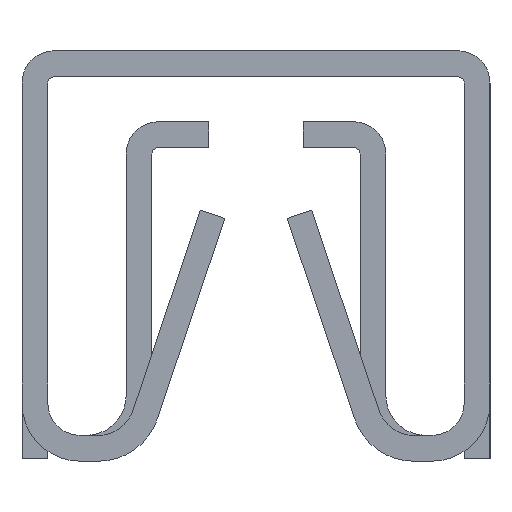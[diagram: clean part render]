
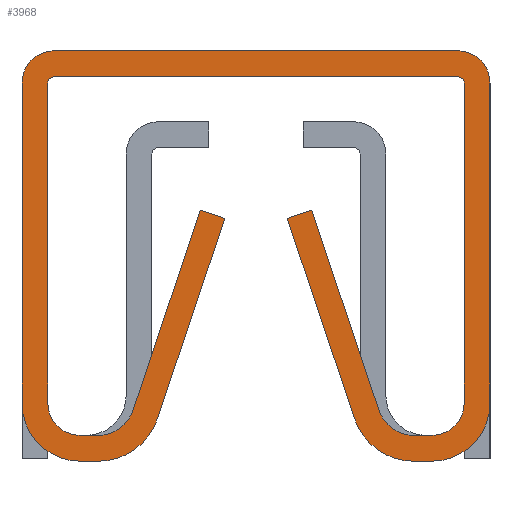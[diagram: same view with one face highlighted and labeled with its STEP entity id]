
A CAD part, front view. The second image highlights one B-rep face of the part: STEP entity #3968.
In plain terms, the highlighted planar face has unit normal (0, -1, 0).
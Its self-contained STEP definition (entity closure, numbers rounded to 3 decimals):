
#99=CIRCLE('',#4260,1.);
#100=CIRCLE('',#4262,1.13);
#101=CIRCLE('',#4263,1.93);
#102=CIRCLE('',#4264,1.8);
#103=CIRCLE('',#4265,1.);
#104=CIRCLE('',#4266,1.8);
#105=CIRCLE('',#4267,1.93);
#106=CIRCLE('',#4268,1.13);
#107=CIRCLE('',#4269,1.);
#108=CIRCLE('',#4270,0.2);
#109=CIRCLE('',#4271,0.2);
#110=CIRCLE('',#4272,1.);
#779=ORIENTED_EDGE('',*,*,#1763,.F.);
#780=ORIENTED_EDGE('',*,*,#1764,.T.);
#781=ORIENTED_EDGE('',*,*,#1765,.T.);
#782=ORIENTED_EDGE('',*,*,#1766,.T.);
#783=ORIENTED_EDGE('',*,*,#1767,.T.);
#784=ORIENTED_EDGE('',*,*,#1768,.T.);
#785=ORIENTED_EDGE('',*,*,#1769,.F.);
#786=ORIENTED_EDGE('',*,*,#1770,.F.);
#787=ORIENTED_EDGE('',*,*,#1771,.F.);
#788=ORIENTED_EDGE('',*,*,#1772,.F.);
#789=ORIENTED_EDGE('',*,*,#1773,.F.);
#790=ORIENTED_EDGE('',*,*,#1762,.F.);
#791=ORIENTED_EDGE('',*,*,#1774,.F.);
#792=ORIENTED_EDGE('',*,*,#1775,.F.);
#793=ORIENTED_EDGE('',*,*,#1776,.F.);
#794=ORIENTED_EDGE('',*,*,#1777,.F.);
#795=ORIENTED_EDGE('',*,*,#1778,.F.);
#796=ORIENTED_EDGE('',*,*,#1779,.F.);
#797=ORIENTED_EDGE('',*,*,#1780,.F.);
#798=ORIENTED_EDGE('',*,*,#1781,.F.);
#799=ORIENTED_EDGE('',*,*,#1782,.F.);
#800=ORIENTED_EDGE('',*,*,#1783,.F.);
#801=ORIENTED_EDGE('',*,*,#1784,.F.);
#802=ORIENTED_EDGE('',*,*,#1785,.F.);
#803=ORIENTED_EDGE('',*,*,#1786,.F.);
#804=ORIENTED_EDGE('',*,*,#1787,.F.);
#805=ORIENTED_EDGE('',*,*,#1788,.F.);
#806=ORIENTED_EDGE('',*,*,#1789,.F.);
#1762=EDGE_CURVE('',#2268,#2267,#99,.T.);
#1763=EDGE_CURVE('',#2269,#2270,#2666,.T.);
#1764=EDGE_CURVE('',#2269,#2271,#100,.T.);
#1765=EDGE_CURVE('',#2271,#2272,#2667,.T.);
#1766=EDGE_CURVE('',#2272,#2273,#2668,.T.);
#1767=EDGE_CURVE('',#2273,#2274,#2669,.T.);
#1768=EDGE_CURVE('',#2274,#2275,#101,.T.);
#1769=EDGE_CURVE('',#2276,#2275,#2670,.T.);
#1770=EDGE_CURVE('',#2277,#2276,#102,.T.);
#1771=EDGE_CURVE('',#2278,#2277,#2671,.T.);
#1772=EDGE_CURVE('',#2279,#2278,#103,.T.);
#1773=EDGE_CURVE('',#2267,#2279,#2672,.T.);
#1774=EDGE_CURVE('',#2280,#2268,#2673,.T.);
#1775=EDGE_CURVE('',#2281,#2280,#104,.T.);
#1776=EDGE_CURVE('',#2282,#2281,#2674,.T.);
#1777=EDGE_CURVE('',#2283,#2282,#105,.T.);
#1778=EDGE_CURVE('',#2284,#2283,#2675,.T.);
#1779=EDGE_CURVE('',#2285,#2284,#2676,.T.);
#1780=EDGE_CURVE('',#2286,#2285,#2677,.T.);
#1781=EDGE_CURVE('',#2287,#2286,#106,.T.);
#1782=EDGE_CURVE('',#2288,#2287,#2678,.T.);
#1783=EDGE_CURVE('',#2289,#2288,#107,.T.);
#1784=EDGE_CURVE('',#2290,#2289,#2679,.T.);
#1785=EDGE_CURVE('',#2291,#2290,#108,.T.);
#1786=EDGE_CURVE('',#2292,#2291,#2680,.T.);
#1787=EDGE_CURVE('',#2293,#2292,#109,.T.);
#1788=EDGE_CURVE('',#2294,#2293,#2681,.T.);
#1789=EDGE_CURVE('',#2270,#2294,#110,.T.);
#2267=VERTEX_POINT('',#6328);
#2268=VERTEX_POINT('',#6330);
#2269=VERTEX_POINT('',#6334);
#2270=VERTEX_POINT('',#6335);
#2271=VERTEX_POINT('',#6337);
#2272=VERTEX_POINT('',#6339);
#2273=VERTEX_POINT('',#6341);
#2274=VERTEX_POINT('',#6343);
#2275=VERTEX_POINT('',#6345);
#2276=VERTEX_POINT('',#6347);
#2277=VERTEX_POINT('',#6349);
#2278=VERTEX_POINT('',#6351);
#2279=VERTEX_POINT('',#6353);
#2280=VERTEX_POINT('',#6356);
#2281=VERTEX_POINT('',#6358);
#2282=VERTEX_POINT('',#6360);
#2283=VERTEX_POINT('',#6362);
#2284=VERTEX_POINT('',#6364);
#2285=VERTEX_POINT('',#6366);
#2286=VERTEX_POINT('',#6368);
#2287=VERTEX_POINT('',#6370);
#2288=VERTEX_POINT('',#6372);
#2289=VERTEX_POINT('',#6374);
#2290=VERTEX_POINT('',#6376);
#2291=VERTEX_POINT('',#6378);
#2292=VERTEX_POINT('',#6380);
#2293=VERTEX_POINT('',#6382);
#2294=VERTEX_POINT('',#6384);
#2666=LINE('',#6333,#3149);
#2667=LINE('',#6338,#3150);
#2668=LINE('',#6340,#3151);
#2669=LINE('',#6342,#3152);
#2670=LINE('',#6346,#3153);
#2671=LINE('',#6350,#3154);
#2672=LINE('',#6354,#3155);
#2673=LINE('',#6355,#3156);
#2674=LINE('',#6359,#3157);
#2675=LINE('',#6363,#3158);
#2676=LINE('',#6365,#3159);
#2677=LINE('',#6367,#3160);
#2678=LINE('',#6371,#3161);
#2679=LINE('',#6375,#3162);
#2680=LINE('',#6379,#3163);
#2681=LINE('',#6383,#3164);
#3149=VECTOR('',#5060,1000.);
#3150=VECTOR('',#5063,1000.);
#3151=VECTOR('',#5064,1000.);
#3152=VECTOR('',#5065,1000.);
#3153=VECTOR('',#5068,1000.);
#3154=VECTOR('',#5071,1000.);
#3155=VECTOR('',#5074,1000.);
#3156=VECTOR('',#5075,1000.);
#3157=VECTOR('',#5078,1000.);
#3158=VECTOR('',#5081,1000.);
#3159=VECTOR('',#5082,1000.);
#3160=VECTOR('',#5083,1000.);
#3161=VECTOR('',#5086,1000.);
#3162=VECTOR('',#5089,1000.);
#3163=VECTOR('',#5092,1000.);
#3164=VECTOR('',#5095,1000.);
#3407=EDGE_LOOP('',(#779,#780,#781,#782,#783,#784,#785,#786,#787,#788,#789,
#790,#791,#792,#793,#794,#795,#796,#797,#798,#799,#800,#801,#802,#803,#804,
#805,#806));
#3615=FACE_BOUND('',#3407,.T.);
#3810=PLANE('',#4261);
#3968=ADVANCED_FACE('',(#3615),#3810,.T.);
#4260=AXIS2_PLACEMENT_3D('',#6331,#5056,#5057);
#4261=AXIS2_PLACEMENT_3D('',#6332,#5058,#5059);
#4262=AXIS2_PLACEMENT_3D('',#6336,#5061,#5062);
#4263=AXIS2_PLACEMENT_3D('',#6344,#5066,#5067);
#4264=AXIS2_PLACEMENT_3D('',#6348,#5069,#5070);
#4265=AXIS2_PLACEMENT_3D('',#6352,#5072,#5073);
#4266=AXIS2_PLACEMENT_3D('',#6357,#5076,#5077);
#4267=AXIS2_PLACEMENT_3D('',#6361,#5079,#5080);
#4268=AXIS2_PLACEMENT_3D('',#6369,#5084,#5085);
#4269=AXIS2_PLACEMENT_3D('',#6373,#5087,#5088);
#4270=AXIS2_PLACEMENT_3D('',#6377,#5090,#5091);
#4271=AXIS2_PLACEMENT_3D('',#6381,#5093,#5094);
#4272=AXIS2_PLACEMENT_3D('',#6385,#5096,#5097);
#5056=DIRECTION('',(0.,1.,0.));
#5057=DIRECTION('',(-1.,0.,0.));
#5058=DIRECTION('',(0.,-1.,0.));
#5059=DIRECTION('',(0.,0.,-1.));
#5060=DIRECTION('',(-1.,0.,0.));
#5061=DIRECTION('',(0.,1.,0.));
#5062=DIRECTION('',(1.,0.,0.));
#5063=DIRECTION('',(0.319,0.,-0.948));
#5064=DIRECTION('',(0.948,0.,0.319));
#5065=DIRECTION('',(-0.319,0.,0.948));
#5066=DIRECTION('',(0.,-1.,0.));
#5067=DIRECTION('',(1.,0.,0.));
#5068=DIRECTION('',(1.,0.,0.));
#5069=DIRECTION('',(0.,1.,0.));
#5070=DIRECTION('',(1.,0.,0.));
#5071=DIRECTION('',(0.,0.,1.));
#5072=DIRECTION('',(0.,1.,0.));
#5073=DIRECTION('',(1.,0.,0.));
#5074=DIRECTION('',(-1.,0.,0.));
#5075=DIRECTION('',(0.,0.,-1.));
#5076=DIRECTION('',(0.,1.,0.));
#5077=DIRECTION('',(-1.,0.,0.));
#5078=DIRECTION('',(1.,0.,0.));
#5079=DIRECTION('',(0.,1.,0.));
#5080=DIRECTION('',(1.,0.,0.));
#5081=DIRECTION('',(0.319,0.,0.948));
#5082=DIRECTION('',(-0.948,0.,0.319));
#5083=DIRECTION('',(-0.319,0.,-0.948));
#5084=DIRECTION('',(0.,-1.,0.));
#5085=DIRECTION('',(1.,0.,0.));
#5086=DIRECTION('',(-1.,0.,0.));
#5087=DIRECTION('',(0.,-1.,0.));
#5088=DIRECTION('',(1.,0.,0.));
#5089=DIRECTION('',(0.,0.,1.));
#5090=DIRECTION('',(0.,-1.,0.));
#5091=DIRECTION('',(-1.,0.,0.));
#5092=DIRECTION('',(1.,0.,0.));
#5093=DIRECTION('',(0.,-1.,0.));
#5094=DIRECTION('',(1.,0.,0.));
#5095=DIRECTION('',(0.,0.,-1.));
#5096=DIRECTION('',(0.,-1.,0.));
#5097=DIRECTION('',(1.,0.,0.));
#6328=CARTESIAN_POINT('',(6.24,-9.525,0.));
#6330=CARTESIAN_POINT('',(7.24,-9.525,1.));
#6331=CARTESIAN_POINT('',(6.24,-9.525,1.));
#6332=CARTESIAN_POINT('',(-5.44,-9.525,10.9));
#6333=CARTESIAN_POINT('',(-5.286,-9.525,11.9));
#6334=CARTESIAN_POINT('',(-4.878,-9.525,11.9));
#6335=CARTESIAN_POINT('',(-5.44,-9.525,11.9));
#6336=CARTESIAN_POINT('',(-4.878,-9.525,10.77));
#6337=CARTESIAN_POINT('',(-3.807,-9.525,11.13));
#6338=CARTESIAN_POINT('',(-3.807,-9.525,11.13));
#6339=CARTESIAN_POINT('',(-1.723,-9.525,4.931));
#6340=CARTESIAN_POINT('',(-0.965,-9.525,5.186));
#6341=CARTESIAN_POINT('',(-0.965,-9.525,5.186));
#6342=CARTESIAN_POINT('',(-3.049,-9.525,11.385));
#6343=CARTESIAN_POINT('',(-3.049,-9.525,11.385));
#6344=CARTESIAN_POINT('',(-4.878,-9.525,10.77));
#6345=CARTESIAN_POINT('',(-4.878,-9.525,12.7));
#6346=CARTESIAN_POINT('',(-5.44,-9.525,12.7));
#6347=CARTESIAN_POINT('',(-5.44,-9.525,12.7));
#6348=CARTESIAN_POINT('',(-5.44,-9.525,10.9));
#6349=CARTESIAN_POINT('',(-7.24,-9.525,10.9));
#6350=CARTESIAN_POINT('',(-7.24,-9.525,1.));
#6351=CARTESIAN_POINT('',(-7.24,-9.525,1.));
#6352=CARTESIAN_POINT('',(-6.24,-9.525,1.));
#6353=CARTESIAN_POINT('',(-6.24,-9.525,0.));
#6354=CARTESIAN_POINT('',(-5.44,-9.525,0.));
#6355=CARTESIAN_POINT('',(7.24,-9.525,1.));
#6356=CARTESIAN_POINT('',(7.24,-9.525,10.9));
#6357=CARTESIAN_POINT('',(5.44,-9.525,10.9));
#6358=CARTESIAN_POINT('',(5.44,-9.525,12.7));
#6359=CARTESIAN_POINT('',(5.44,-9.525,12.7));
#6360=CARTESIAN_POINT('',(4.878,-9.525,12.7));
#6361=CARTESIAN_POINT('',(4.878,-9.525,10.77));
#6362=CARTESIAN_POINT('',(3.049,-9.525,11.385));
#6363=CARTESIAN_POINT('',(3.049,-9.525,11.385));
#6364=CARTESIAN_POINT('',(0.965,-9.525,5.186));
#6365=CARTESIAN_POINT('',(0.965,-9.525,5.186));
#6366=CARTESIAN_POINT('',(1.723,-9.525,4.931));
#6367=CARTESIAN_POINT('',(3.807,-9.525,11.13));
#6368=CARTESIAN_POINT('',(3.807,-9.525,11.13));
#6369=CARTESIAN_POINT('',(4.878,-9.525,10.77));
#6370=CARTESIAN_POINT('',(4.878,-9.525,11.9));
#6371=CARTESIAN_POINT('',(5.44,-9.525,11.9));
#6372=CARTESIAN_POINT('',(5.44,-9.525,11.9));
#6373=CARTESIAN_POINT('',(5.44,-9.525,10.9));
#6374=CARTESIAN_POINT('',(6.44,-9.525,10.9));
#6375=CARTESIAN_POINT('',(6.44,-9.525,1.));
#6376=CARTESIAN_POINT('',(6.44,-9.525,1.));
#6377=CARTESIAN_POINT('',(6.24,-9.525,1.));
#6378=CARTESIAN_POINT('',(6.24,-9.525,0.8));
#6379=CARTESIAN_POINT('',(-6.24,-9.525,0.8));
#6380=CARTESIAN_POINT('',(-6.24,-9.525,0.8));
#6381=CARTESIAN_POINT('',(-6.24,-9.525,1.));
#6382=CARTESIAN_POINT('',(-6.44,-9.525,1.));
#6383=CARTESIAN_POINT('',(-6.44,-9.525,10.9));
#6384=CARTESIAN_POINT('',(-6.44,-9.525,10.9));
#6385=CARTESIAN_POINT('',(-5.44,-9.525,10.9));
